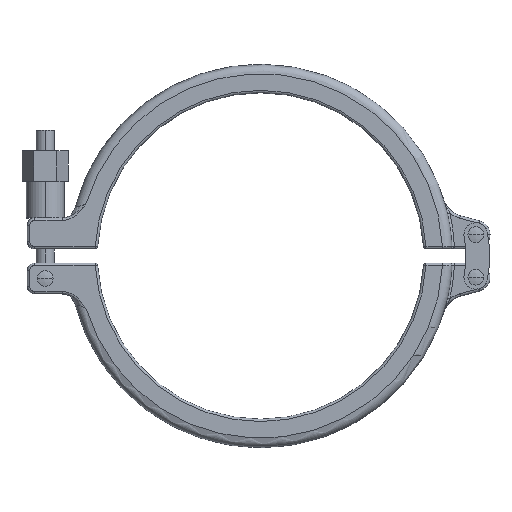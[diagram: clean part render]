
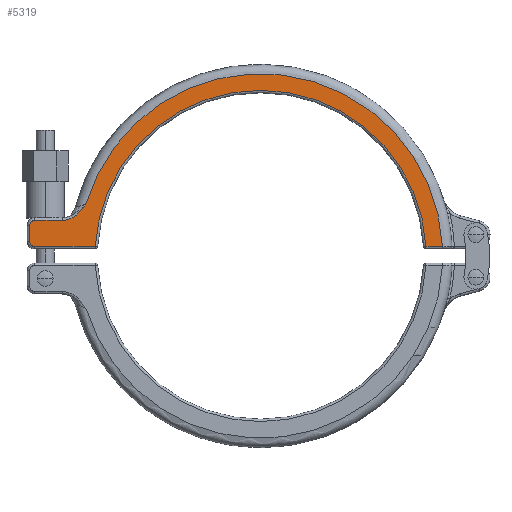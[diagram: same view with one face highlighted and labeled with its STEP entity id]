
A CAD part, top view. The second image highlights one B-rep face of the part: STEP entity #5319.
In plain terms, the highlighted planar face has unit normal (0, 0, 1).
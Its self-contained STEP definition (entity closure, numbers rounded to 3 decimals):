
#33 = CARTESIAN_POINT ( 'NONE',  ( -78.702, 16.602, 9.5 ) ) ;
#69 = CARTESIAN_POINT ( 'NONE',  ( 76.846, 4., 9.5 ) ) ;
#245 = CARTESIAN_POINT ( 'NONE',  ( -95.45, 4., 9.5 ) ) ;
#278 = DIRECTION ( 'NONE',  ( 1., 0., 0. ) ) ;
#342 = CIRCLE ( 'NONE', #3435, 2. ) ;
#369 = VERTEX_POINT ( 'NONE', #5487 ) ;
#388 = VERTEX_POINT ( 'NONE', #629 ) ;
#556 = CARTESIAN_POINT ( 'NONE',  ( 0., 0., 9.5 ) ) ;
#593 = DIRECTION ( 'NONE',  ( 1., 0., 0. ) ) ;
#609 = ORIENTED_EDGE ( 'NONE', *, *, #7421, .T. ) ;
#626 = VERTEX_POINT ( 'NONE', #245 ) ;
#629 = CARTESIAN_POINT ( 'NONE',  ( -73.738, 22., 9.5 ) ) ;
#726 = LINE ( 'NONE', #7694, #11131 ) ;
#802 = DIRECTION ( 'NONE',  ( 1., 0., 0. ) ) ;
#810 = VECTOR ( 'NONE', #593, 1000. ) ;
#856 = DIRECTION ( 'NONE',  ( 1., 0., 0. ) ) ;
#882 = AXIS2_PLACEMENT_3D ( 'NONE', #11885, #11694, #4005 ) ;
#1084 = CIRCLE ( 'NONE', #882, 76.95 ) ;
#1125 = CARTESIAN_POINT ( 'NONE',  ( -81.563, 15.274, 9.5 ) ) ;
#1252 = EDGE_CURVE ( 'NONE', #4217, #369, #6018, .T. ) ;
#1528 = ORIENTED_EDGE ( 'NONE', *, *, #2009, .T. ) ;
#1634 = CARTESIAN_POINT ( 'NONE',  ( -97.45, 6., 9.5 ) ) ;
#1751 = LINE ( 'NONE', #6631, #810 ) ;
#1764 = CIRCLE ( 'NONE', #9253, 2. ) ;
#2009 = EDGE_CURVE ( 'NONE', #7231, #3494, #6012, .T. ) ;
#2019 = ORIENTED_EDGE ( 'NONE', *, *, #6702, .T. ) ;
#2099 = LINE ( 'NONE', #5010, #4814 ) ;
#2153 = CARTESIAN_POINT ( 'NONE',  ( -81.818, 15.21, 9.5 ) ) ;
#2734 = ORIENTED_EDGE ( 'NONE', *, *, #7691, .T. ) ;
#2821 = DIRECTION ( 'NONE',  ( 0., -1., 0. ) ) ;
#2965 = CARTESIAN_POINT ( 'NONE',  ( -95.45, 15., 9.5 ) ) ;
#3037 = EDGE_CURVE ( 'NONE', #369, #12621, #1751, .T. ) ;
#3073 = CARTESIAN_POINT ( 'NONE',  ( -82.589, 15.054, 9.5 ) ) ;
#3314 = DIRECTION ( 'NONE',  ( 0., 0., -1. ) ) ;
#3416 = ORIENTED_EDGE ( 'NONE', *, *, #12624, .T. ) ;
#3435 = AXIS2_PLACEMENT_3D ( 'NONE', #9589, #9645, #802 ) ;
#3494 = VERTEX_POINT ( 'NONE', #11405 ) ;
#3514 = ORIENTED_EDGE ( 'NONE', *, *, #1252, .T. ) ;
#3789 = DIRECTION ( 'NONE',  ( 0., 0., 1. ) ) ;
#4005 = DIRECTION ( 'NONE',  ( 1., 0., 0. ) ) ;
#4081 = VERTEX_POINT ( 'NONE', #1634 ) ;
#4162 = ORIENTED_EDGE ( 'NONE', *, *, #9338, .T. ) ;
#4216 = CARTESIAN_POINT ( 'NONE',  ( 0., 0., 9.5 ) ) ;
#4217 = VERTEX_POINT ( 'NONE', #11049 ) ;
#4814 = VECTOR ( 'NONE', #2821, 1000. ) ;
#5010 = CARTESIAN_POINT ( 'NONE',  ( -97.45, 6., 9.5 ) ) ;
#5197 = CARTESIAN_POINT ( 'NONE',  ( -83.645, 15., 9.5 ) ) ;
#5319 = ADVANCED_FACE ( 'NONE', ( #8736 ), #11714, .T. ) ;
#5487 = CARTESIAN_POINT ( 'NONE',  ( 69.836, 4., 9.5 ) ) ;
#5673 = DIRECTION ( 'NONE',  ( 1., 0., 0. ) ) ;
#5990 = CARTESIAN_POINT ( 'NONE',  ( -81.057, 15.426, 9.5 ) ) ;
#6012 = LINE ( 'NONE', #2965, #12027 ) ;
#6018 = CIRCLE ( 'NONE', #6650, 69.95 ) ;
#6116 = CARTESIAN_POINT ( 'NONE',  ( -74.368, 21.155, 9.5 ) ) ;
#6526 = DIRECTION ( 'NONE',  ( 0., 0., 1. ) ) ;
#6599 = CARTESIAN_POINT ( 'NONE',  ( -95.45, 6., 9.5 ) ) ;
#6631 = CARTESIAN_POINT ( 'NONE',  ( 76.891, 4., 9.5 ) ) ;
#6650 = AXIS2_PLACEMENT_3D ( 'NONE', #4216, #3314, #278 ) ;
#6702 = EDGE_CURVE ( 'NONE', #11460, #4081, #2099, .T. ) ;
#6975 = CARTESIAN_POINT ( 'NONE',  ( -80.805, 15.515, 9.5 ) ) ;
#7036 = CARTESIAN_POINT ( 'NONE',  ( -74.995, 20.305, 9.5 ) ) ;
#7114 = B_SPLINE_CURVE_WITH_KNOTS ( 'NONE', 3,
 ( #7171, #6116, #7036, #8034, #11984, #8156, #33, #10034, #11070, #6975, #5990, #1125, #2153, #3073, #9970, #5197 ),
 .UNSPECIFIED., .F., .F.,
 ( 4, 2, 2, 2, 2, 2, 2, 4 ),
 ( 0., 0.003, 0.006, 0.008, 0.009, 0.01, 0.011, 0.013 ),
 .UNSPECIFIED. ) ;
#7171 = CARTESIAN_POINT ( 'NONE',  ( -73.738, 22., 9.5 ) ) ;
#7231 = VERTEX_POINT ( 'NONE', #7862 ) ;
#7421 = EDGE_CURVE ( 'NONE', #4081, #626, #1764, .T. ) ;
#7691 = EDGE_CURVE ( 'NONE', #3494, #11460, #342, .T. ) ;
#7694 = CARTESIAN_POINT ( 'NONE',  ( -68.885, 4., 9.5 ) ) ;
#7862 = CARTESIAN_POINT ( 'NONE',  ( -83.645, 15., 9.5 ) ) ;
#8034 = CARTESIAN_POINT ( 'NONE',  ( -76.337, 18.689, 9.5 ) ) ;
#8156 = CARTESIAN_POINT ( 'NONE',  ( -78.27, 16.916, 9.5 ) ) ;
#8736 = FACE_OUTER_BOUND ( 'NONE', #12237, .T. ) ;
#8989 = EDGE_CURVE ( 'NONE', #388, #7231, #7114, .T. ) ;
#9253 = AXIS2_PLACEMENT_3D ( 'NONE', #6599, #3789, #5673 ) ;
#9338 = EDGE_CURVE ( 'NONE', #626, #4217, #726, .T. ) ;
#9589 = CARTESIAN_POINT ( 'NONE',  ( -95.45, 13., 9.5 ) ) ;
#9645 = DIRECTION ( 'NONE',  ( 0., 0., 1. ) ) ;
#9970 = CARTESIAN_POINT ( 'NONE',  ( -83.112, 15., 9.5 ) ) ;
#10034 = CARTESIAN_POINT ( 'NONE',  ( -79.601, 16.052, 9.5 ) ) ;
#10280 = AXIS2_PLACEMENT_3D ( 'NONE', #556, #6526, #10372 ) ;
#10372 = DIRECTION ( 'NONE',  ( 1., 0., 0. ) ) ;
#10619 = CARTESIAN_POINT ( 'NONE',  ( -97.45, 13., 9.5 ) ) ;
#11049 = CARTESIAN_POINT ( 'NONE',  ( -69.836, 4., 9.5 ) ) ;
#11070 = CARTESIAN_POINT ( 'NONE',  ( -80.069, 15.812, 9.5 ) ) ;
#11131 = VECTOR ( 'NONE', #856, 1000. ) ;
#11405 = CARTESIAN_POINT ( 'NONE',  ( -95.45, 15., 9.5 ) ) ;
#11460 = VERTEX_POINT ( 'NONE', #10619 ) ;
#11694 = DIRECTION ( 'NONE',  ( 0., 0., 1. ) ) ;
#11714 = PLANE ( 'NONE',  #10280 ) ;
#11885 = CARTESIAN_POINT ( 'NONE',  ( 0., 0., 9.5 ) ) ;
#11984 = CARTESIAN_POINT ( 'NONE',  ( -77.053, 17.924, 9.5 ) ) ;
#12012 = ORIENTED_EDGE ( 'NONE', *, *, #8989, .T. ) ;
#12027 = VECTOR ( 'NONE', #12858, 1000. ) ;
#12152 = ORIENTED_EDGE ( 'NONE', *, *, #3037, .T. ) ;
#12237 = EDGE_LOOP ( 'NONE', ( #3416, #12012, #1528, #2734, #2019, #609, #4162, #3514, #12152 ) ) ;
#12621 = VERTEX_POINT ( 'NONE', #69 ) ;
#12624 = EDGE_CURVE ( 'NONE', #12621, #388, #1084, .T. ) ;
#12858 = DIRECTION ( 'NONE',  ( -1., 0., 0. ) ) ;
